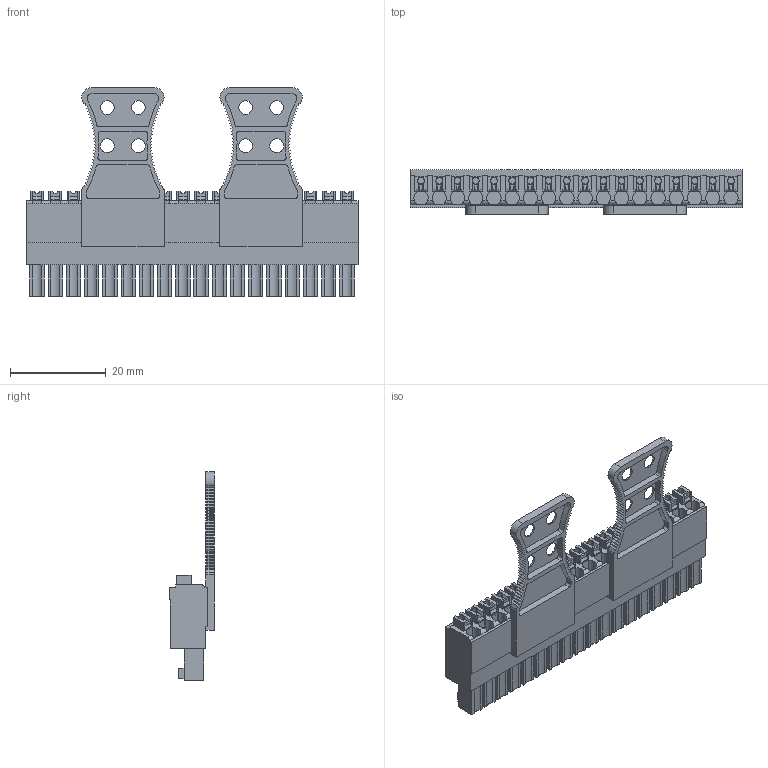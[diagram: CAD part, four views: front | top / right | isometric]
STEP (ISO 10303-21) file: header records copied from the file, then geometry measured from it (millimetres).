
FILE_DESCRIPTION(('CATIA V5 STEP Exchange','CAx-IF Rec.Pracs.--- Model Styling and Organization---1.2---2011-12-15'),'2;1');
FILE_NAME ('D1450035_0', '2018-09-11T12:00:14+00:00', ('none'), ('Weidmueller'), 'CATIA Version 5-6 Release 2014', 'CATIA V5 STEP AP214', 'none');
FILE_SCHEMA(('AUTOMOTIVE_DESIGN { 1 0 10303 214 1 1 1 1 }'));
Length unit declared in the file: millimetre
Products named in the file (1): 1235940000
Bounding box: 69.37 x 9.3 x 43.6 mm (x, y, z)
Volume: 9325 mm3; surface area: 9194.8 mm2
Topology: 21 solids, 21 shells, 1216 faces, 3342 edges, 2228 vertices
Faces by surface type: plane 1019, cylinder 161, cone 36
Entity records: 35499 total; most frequent: CARTESIAN_POINT 6847, ORIENTED_EDGE 6684, DIRECTION 4580, EDGE_CURVE 3342, VECTOR 2714, LINE 2714, VERTEX_POINT 2228, EDGE_LOOP 1292
